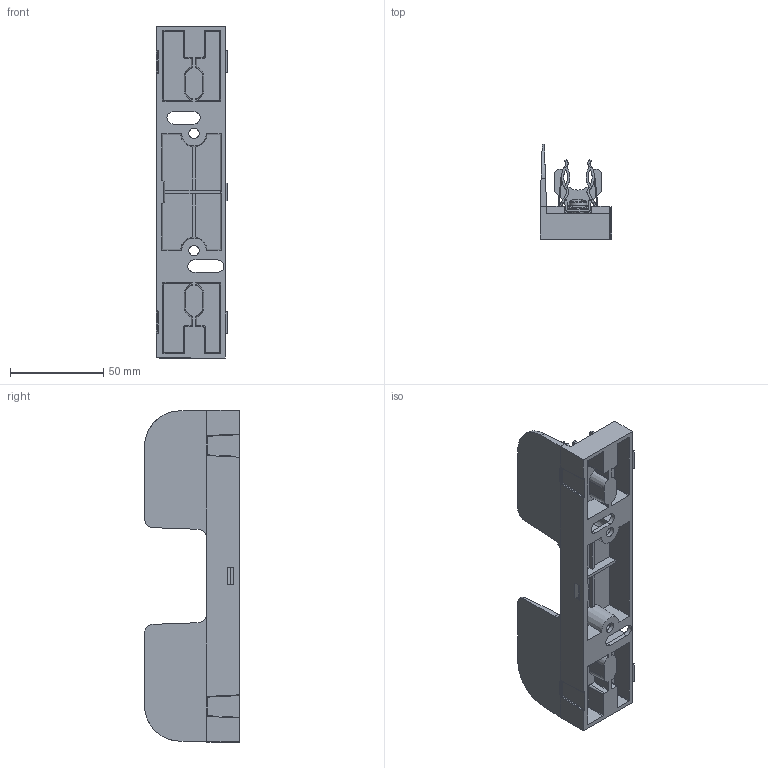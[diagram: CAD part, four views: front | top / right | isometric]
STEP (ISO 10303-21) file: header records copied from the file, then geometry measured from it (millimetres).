
FILE_DESCRIPTION (( 'STEP AP214' ), '1' );
FILE_NAME ('702233rev-.STEP', '2018-07-16T15:27:09', ( '' ), ( '' ), 'SwSTEP 2.0', 'SolidWorks 2017', '' );
FILE_SCHEMA (( 'AUTOMOTIVE_DESIGN' ));
Length unit declared in the file: inch
Products named in the file (1): 702233rev-
Bounding box: 38.48 x 50.8 x 177.8 mm (x, y, z)
Volume: 60423.1 mm3; surface area: 55005.1 mm2
Topology: 12 solids, 12 shells, 1054 faces, 2750 edges, 1703 vertices
Faces by surface type: plane 616, cylinder 273, cone 109, bspline 34, torus 20, sphere 2
Full cylindrical faces by diameter (mm): 4.039 x2, 4.826 x2, 5.537 x2, 6.071 x2, 9.271 x2, 9.474 x2
Entity records: 49740 total; most frequent: CARTESIAN_POINT 11254, ORIENTED_EDGE 5256, DIRECTION 4886, EDGE_CURVE 2628, VERTEX_POINT 1687, VECTOR 1646, LINE 1646, AXIS2_PLACEMENT_3D 1620
